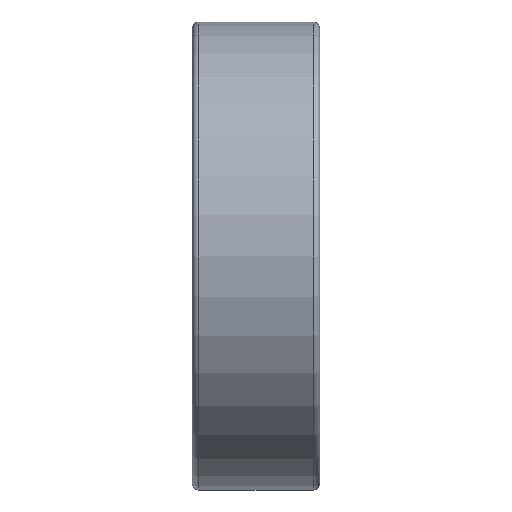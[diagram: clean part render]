
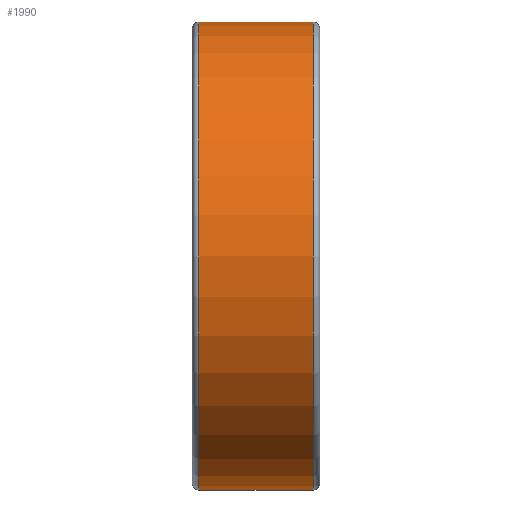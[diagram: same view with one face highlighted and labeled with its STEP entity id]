
A CAD part, front view. The second image highlights one B-rep face of the part: STEP entity #1990.
In plain terms, the highlighted cylindrical face has radius 5.5 mm (diameter 11 mm), a partial arc.
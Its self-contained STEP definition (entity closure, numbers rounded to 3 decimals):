
#36 = ORIENTED_EDGE ( 'NONE', *, *, #343, .F. ) ;
#150 = EDGE_CURVE ( 'NONE', #3140, #7121, #6416, .T. ) ;
#343 = EDGE_CURVE ( 'NONE', #4613, #7121, #4029, .T. ) ;
#457 = FACE_OUTER_BOUND ( 'NONE', #744, .T. ) ;
#744 = EDGE_LOOP ( 'NONE', ( #2256, #6905, #9000, #36 ) ) ;
#1012 = DIRECTION ( 'NONE',  ( 1., 0., 0. ) ) ;
#1569 = CARTESIAN_POINT ( 'NONE',  ( 1.35, 0., -5.5 ) ) ;
#1593 = EDGE_CURVE ( 'NONE', #7301, #3140, #6474, .T. ) ;
#1868 = AXIS2_PLACEMENT_3D ( 'NONE', #6216, #6126, #9046 ) ;
#1990 = ADVANCED_FACE ( 'NONE', ( #457 ), #5577, .T. ) ;
#2019 = VECTOR ( 'NONE', #4268, 1000. ) ;
#2256 = ORIENTED_EDGE ( 'NONE', *, *, #7108, .F. ) ;
#2952 = AXIS2_PLACEMENT_3D ( 'NONE', #5838, #8766, #4823 ) ;
#3140 = VERTEX_POINT ( 'NONE', #7488 ) ;
#4029 = CIRCLE ( 'NONE', #1868, 5.5 ) ;
#4268 = DIRECTION ( 'NONE',  ( 1., 0., 0. ) ) ;
#4613 = VERTEX_POINT ( 'NONE', #7116 ) ;
#4823 = DIRECTION ( 'NONE',  ( 0., 0., -1. ) ) ;
#5382 = LINE ( 'NONE', #6098, #5617 ) ;
#5426 = CARTESIAN_POINT ( 'NONE',  ( -1.35, 0., 5.5 ) ) ;
#5577 = CYLINDRICAL_SURFACE ( 'NONE', #2952, 5.5 ) ;
#5617 = VECTOR ( 'NONE', #9015, 1000. ) ;
#5838 = CARTESIAN_POINT ( 'NONE',  ( -20.637, 0., 0. ) ) ;
#6098 = CARTESIAN_POINT ( 'NONE',  ( -20.637, 0., 5.5 ) ) ;
#6122 = CARTESIAN_POINT ( 'NONE',  ( -1.35, 0., 0. ) ) ;
#6126 = DIRECTION ( 'NONE',  ( 1., 0., 0. ) ) ;
#6216 = CARTESIAN_POINT ( 'NONE',  ( 1.35, 0., 0. ) ) ;
#6416 = LINE ( 'NONE', #9430, #2019 ) ;
#6474 = CIRCLE ( 'NONE', #9232, 5.5 ) ;
#6905 = ORIENTED_EDGE ( 'NONE', *, *, #1593, .T. ) ;
#7108 = EDGE_CURVE ( 'NONE', #7301, #4613, #5382, .T. ) ;
#7116 = CARTESIAN_POINT ( 'NONE',  ( 1.35, 0., 5.5 ) ) ;
#7121 = VERTEX_POINT ( 'NONE', #1569 ) ;
#7301 = VERTEX_POINT ( 'NONE', #5426 ) ;
#7488 = CARTESIAN_POINT ( 'NONE',  ( -1.35, 0., -5.5 ) ) ;
#8461 = DIRECTION ( 'NONE',  ( 0., 0., -1. ) ) ;
#8766 = DIRECTION ( 'NONE',  ( 1., 0., 0. ) ) ;
#9000 = ORIENTED_EDGE ( 'NONE', *, *, #150, .T. ) ;
#9015 = DIRECTION ( 'NONE',  ( 1., 0., 0. ) ) ;
#9046 = DIRECTION ( 'NONE',  ( 0., 0., -1. ) ) ;
#9232 = AXIS2_PLACEMENT_3D ( 'NONE', #6122, #1012, #8461 ) ;
#9430 = CARTESIAN_POINT ( 'NONE',  ( -20.637, 0., -5.5 ) ) ;
